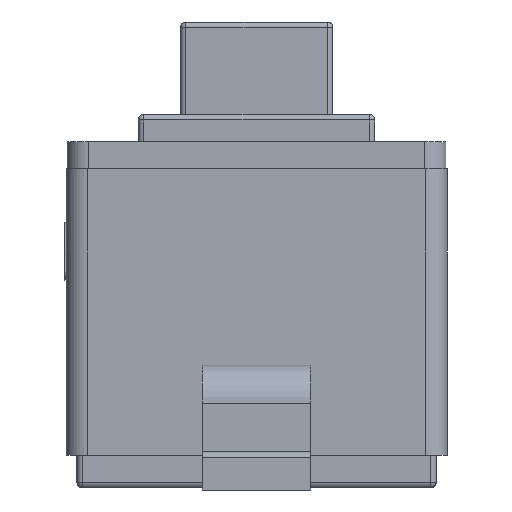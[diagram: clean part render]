
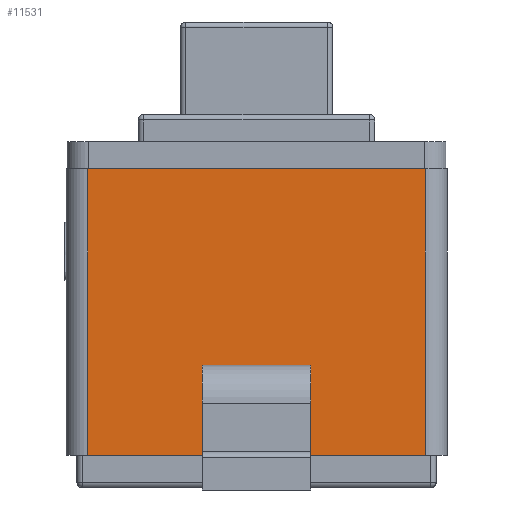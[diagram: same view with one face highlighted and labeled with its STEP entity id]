
A CAD part, left-side view. The second image highlights one B-rep face of the part: STEP entity #11531.
In plain terms, the highlighted planar face has unit normal (-1, 0, 0).
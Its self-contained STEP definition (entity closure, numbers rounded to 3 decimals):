
#98 = ORIENTED_EDGE ( 'NONE', *, *, #14847, .F. ) ;
#281 = LINE ( 'NONE', #12588, #1764 ) ;
#378 = ORIENTED_EDGE ( 'NONE', *, *, #11302, .F. ) ;
#478 = EDGE_CURVE ( 'NONE', #1827, #15490, #4724, .T. ) ;
#1152 = EDGE_CURVE ( 'NONE', #2847, #5120, #8542, .T. ) ;
#1183 = DIRECTION ( 'NONE',  ( 0., -1., 0. ) ) ;
#1244 = CARTESIAN_POINT ( 'NONE',  ( -3., -1.55, 0.3 ) ) ;
#1492 = AXIS2_PLACEMENT_3D ( 'NONE', #10839, #13308, #11814 ) ;
#1713 = EDGE_LOOP ( 'NONE', ( #4443, #9851, #15438, #14330 ) ) ;
#1764 = VECTOR ( 'NONE', #9666, 1000. ) ;
#1827 = VERTEX_POINT ( 'NONE', #8748 ) ;
#1898 = DIRECTION ( 'NONE',  ( 0., 0., 1. ) ) ;
#2718 = VECTOR ( 'NONE', #1183, 1000. ) ;
#2847 = VERTEX_POINT ( 'NONE', #15755 ) ;
#2902 = LINE ( 'NONE', #17279, #16722 ) ;
#3408 = CARTESIAN_POINT ( 'NONE',  ( -3., 1.55, 2.93 ) ) ;
#3670 = VERTEX_POINT ( 'NONE', #6299 ) ;
#4271 = VERTEX_POINT ( 'NONE', #5215 ) ;
#4443 = ORIENTED_EDGE ( 'NONE', *, *, #12711, .F. ) ;
#4724 = LINE ( 'NONE', #11283, #13667 ) ;
#5120 = VERTEX_POINT ( 'NONE', #11594 ) ;
#5173 = LINE ( 'NONE', #14809, #2718 ) ;
#5215 = CARTESIAN_POINT ( 'NONE',  ( -3., -1.55, 2.93 ) ) ;
#5378 = CARTESIAN_POINT ( 'NONE',  ( -3., -1.75, 2.93 ) ) ;
#5759 = DIRECTION ( 'NONE',  ( 0., -1., 0. ) ) ;
#6299 = CARTESIAN_POINT ( 'NONE',  ( -3., 1.55, 0.3 ) ) ;
#6485 = CARTESIAN_POINT ( 'NONE',  ( -3., 1.55, 2.93 ) ) ;
#6561 = EDGE_LOOP ( 'NONE', ( #98, #15780, #378, #13482 ) ) ;
#6593 = FACE_BOUND ( 'NONE', #1713, .T. ) ;
#6790 = DIRECTION ( 'NONE',  ( 0., -1., 0. ) ) ;
#7158 = VECTOR ( 'NONE', #5759, 1000. ) ;
#7300 = CARTESIAN_POINT ( 'NONE',  ( -3., -0.5, 1.127 ) ) ;
#7418 = CARTESIAN_POINT ( 'NONE',  ( -3., -1.75, 1.127 ) ) ;
#7809 = PLANE ( 'NONE',  #1492 ) ;
#8010 = LINE ( 'NONE', #5378, #11008 ) ;
#8542 = LINE ( 'NONE', #11142, #13816 ) ;
#8748 = CARTESIAN_POINT ( 'NONE',  ( -3., -0.5, 0.827 ) ) ;
#8770 = DIRECTION ( 'NONE',  ( 0., 0., 1. ) ) ;
#9225 = DIRECTION ( 'NONE',  ( 0., 0., -1. ) ) ;
#9393 = DIRECTION ( 'NONE',  ( 0., 1., 0. ) ) ;
#9666 = DIRECTION ( 'NONE',  ( 0., 0., 1. ) ) ;
#9851 = ORIENTED_EDGE ( 'NONE', *, *, #1152, .T. ) ;
#9894 = EDGE_CURVE ( 'NONE', #5120, #15490, #14002, .T. ) ;
#10839 = CARTESIAN_POINT ( 'NONE',  ( -3., -1.75, 2.93 ) ) ;
#11008 = VECTOR ( 'NONE', #6790, 1000. ) ;
#11142 = CARTESIAN_POINT ( 'NONE',  ( -3., 0.5, 2.93 ) ) ;
#11283 = CARTESIAN_POINT ( 'NONE',  ( -3., -0.5, 2.93 ) ) ;
#11302 = EDGE_CURVE ( 'NONE', #16871, #4271, #8010, .T. ) ;
#11531 = ADVANCED_FACE ( 'NONE', ( #6593, #14564 ), #7809, .F. ) ;
#11587 = EDGE_CURVE ( 'NONE', #11743, #4271, #281, .T. ) ;
#11594 = CARTESIAN_POINT ( 'NONE',  ( -3., 0.5, 1.127 ) ) ;
#11743 = VERTEX_POINT ( 'NONE', #1244 ) ;
#11814 = DIRECTION ( 'NONE',  ( 0., 0., -1. ) ) ;
#12530 = EDGE_CURVE ( 'NONE', #16871, #3670, #14704, .T. ) ;
#12588 = CARTESIAN_POINT ( 'NONE',  ( -3., -1.55, 2.93 ) ) ;
#12711 = EDGE_CURVE ( 'NONE', #2847, #1827, #5173, .T. ) ;
#13308 = DIRECTION ( 'NONE',  ( 1., 0., 0. ) ) ;
#13482 = ORIENTED_EDGE ( 'NONE', *, *, #12530, .T. ) ;
#13667 = VECTOR ( 'NONE', #8770, 1000. ) ;
#13697 = VECTOR ( 'NONE', #9225, 1000. ) ;
#13816 = VECTOR ( 'NONE', #1898, 1000. ) ;
#14002 = LINE ( 'NONE', #7418, #7158 ) ;
#14330 = ORIENTED_EDGE ( 'NONE', *, *, #478, .F. ) ;
#14564 = FACE_OUTER_BOUND ( 'NONE', #6561, .T. ) ;
#14704 = LINE ( 'NONE', #6485, #13697 ) ;
#14809 = CARTESIAN_POINT ( 'NONE',  ( -3., -1.75, 0.827 ) ) ;
#14847 = EDGE_CURVE ( 'NONE', #11743, #3670, #2902, .T. ) ;
#15438 = ORIENTED_EDGE ( 'NONE', *, *, #9894, .T. ) ;
#15490 = VERTEX_POINT ( 'NONE', #7300 ) ;
#15755 = CARTESIAN_POINT ( 'NONE',  ( -3., 0.5, 0.827 ) ) ;
#15780 = ORIENTED_EDGE ( 'NONE', *, *, #11587, .T. ) ;
#16722 = VECTOR ( 'NONE', #9393, 1000. ) ;
#16871 = VERTEX_POINT ( 'NONE', #3408 ) ;
#17279 = CARTESIAN_POINT ( 'NONE',  ( -3., 1.75, 0.3 ) ) ;
